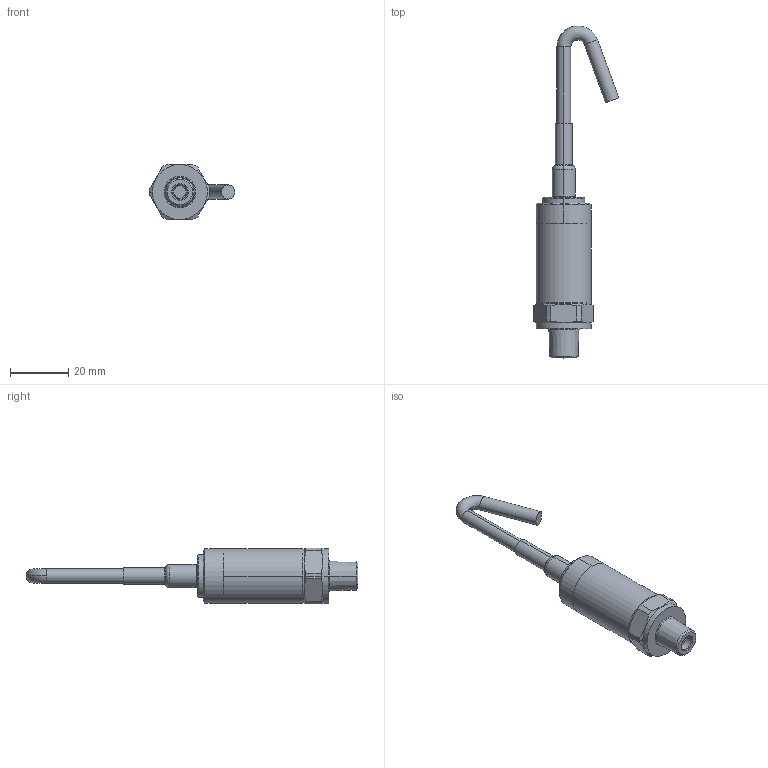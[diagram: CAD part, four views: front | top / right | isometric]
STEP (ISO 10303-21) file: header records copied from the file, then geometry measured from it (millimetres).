
FILE_DESCRIPTION (( 'STEP AP214' ), '1' );
FILE_NAME ('825X.XX.XX.43.08.STEP', '2019-08-09T10:52:32', ( '' ), ( '' ), 'SwSTEP 2.0', 'SolidWorks 2016', '' );
FILE_SCHEMA (( 'AUTOMOTIVE_DESIGN' ));
Length unit declared in the file: millimetre
Products named in the file (4): C29031_43_C29031; 825X.XX.XX.43.08; C21542_defeatured; Kabel_08
Assembly tree (3 placements, depth 2):
  825X.XX.XX.43.08
    C21542_defeatured
    C29031_43_C29031
    Kabel_08
Bounding box: 29.29 x 113.77 x 19 mm (x, y, z)
Volume: 15996.6 mm3; surface area: 6564.1 mm2
Topology: 3 solids, 3 shells, 97 faces, 205 edges, 126 vertices
Faces by surface type: cylinder 44, plane 25, cone 18, torus 10
Entity records: 2913 total; most frequent: CARTESIAN_POINT 554, DIRECTION 515, ORIENTED_EDGE 410, AXIS2_PLACEMENT_3D 223, EDGE_CURVE 205, VERTEX_POINT 126, CIRCLE 120, EDGE_LOOP 111
